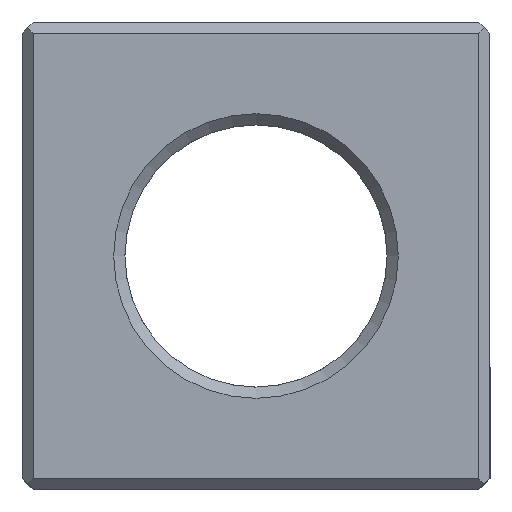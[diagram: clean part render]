
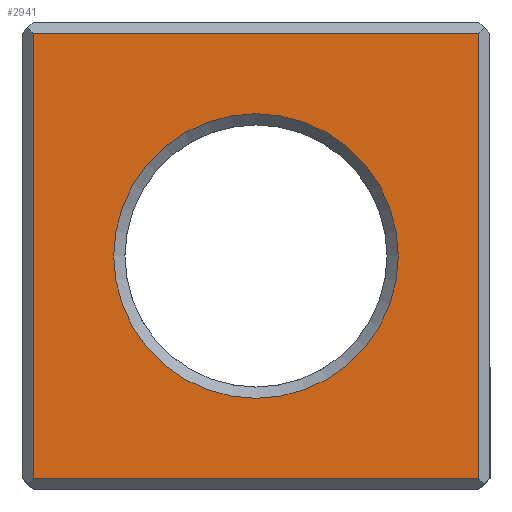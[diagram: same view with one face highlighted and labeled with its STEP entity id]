
A CAD part, left-side view. The second image highlights one B-rep face of the part: STEP entity #2941.
In plain terms, the highlighted planar face has unit normal (-1, 0, 0).
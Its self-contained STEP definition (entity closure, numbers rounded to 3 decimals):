
#72 = PLANE('',#73);
#73 = AXIS2_PLACEMENT_3D('',#74,#75,#76);
#74 = CARTESIAN_POINT('',(0.,0.,0.3));
#75 = DIRECTION('',(-0.707,0.,-0.707)
  );
#76 = DIRECTION('',(0.707,0.,-0.707));
#607 = PLANE('',#608);
#608 = AXIS2_PLACEMENT_3D('',#609,#610,#611);
#609 = CARTESIAN_POINT('',(0.3,12.5,0.));
#610 = DIRECTION('',(0.707,-0.707,0.));
#611 = DIRECTION('',(-0.707,-0.707,0.));
#838 = PLANE('',#839);
#839 = AXIS2_PLACEMENT_3D('',#840,#841,#842);
#840 = CARTESIAN_POINT('',(0.3,0.,0.));
#841 = DIRECTION('',(-0.707,-0.707,0.));
#842 = DIRECTION('',(-0.707,0.707,0.));
#906 = VERTEX_POINT('',#907);
#907 = CARTESIAN_POINT('',(0.,0.3,0.3));
#928 = EDGE_CURVE('',#906,#929,#931,.T.);
#929 = VERTEX_POINT('',#930);
#930 = CARTESIAN_POINT('',(0.,12.2,0.3));
#931 = SURFACE_CURVE('',#932,(#936,#943),.PCURVE_S1.);
#932 = LINE('',#933,#934);
#933 = CARTESIAN_POINT('',(0.,0.,0.3));
#934 = VECTOR('',#935,1.);
#935 = DIRECTION('',(0.,1.,0.));
#936 = PCURVE('',#72,#937);
#937 = DEFINITIONAL_REPRESENTATION('',(#938),#942);
#938 = LINE('',#939,#940);
#939 = CARTESIAN_POINT('',(0.,0.));
#940 = VECTOR('',#941,1.);
#941 = DIRECTION('',(0.,-1.));
#942 = ( GEOMETRIC_REPRESENTATION_CONTEXT(2) 
PARAMETRIC_REPRESENTATION_CONTEXT() REPRESENTATION_CONTEXT('2D SPACE',''
  ) );
#943 = PCURVE('',#944,#949);
#944 = PLANE('',#945);
#945 = AXIS2_PLACEMENT_3D('',#946,#947,#948);
#946 = CARTESIAN_POINT('',(0.,12.5,0.));
#947 = DIRECTION('',(1.,0.,0.));
#948 = DIRECTION('',(0.,-1.,0.));
#949 = DEFINITIONAL_REPRESENTATION('',(#950),#954);
#950 = LINE('',#951,#952);
#951 = CARTESIAN_POINT('',(12.5,-0.3));
#952 = VECTOR('',#953,1.);
#953 = DIRECTION('',(-1.,0.));
#954 = ( GEOMETRIC_REPRESENTATION_CONTEXT(2) 
PARAMETRIC_REPRESENTATION_CONTEXT() REPRESENTATION_CONTEXT('2D SPACE',''
  ) );
#2193 = VERTEX_POINT('',#2194);
#2194 = CARTESIAN_POINT('',(0.,12.2,12.2));
#2208 = PLANE('',#2209);
#2209 = AXIS2_PLACEMENT_3D('',#2210,#2211,#2212);
#2210 = CARTESIAN_POINT('',(0.3,0.,12.5));
#2211 = DIRECTION('',(-0.707,0.,0.707
    ));
#2212 = DIRECTION('',(-0.707,0.,-0.707
    ));
#2220 = EDGE_CURVE('',#929,#2193,#2221,.T.);
#2221 = SURFACE_CURVE('',#2222,(#2226,#2233),.PCURVE_S1.);
#2222 = LINE('',#2223,#2224);
#2223 = CARTESIAN_POINT('',(0.,12.2,0.));
#2224 = VECTOR('',#2225,1.);
#2225 = DIRECTION('',(0.,0.,1.));
#2226 = PCURVE('',#607,#2227);
#2227 = DEFINITIONAL_REPRESENTATION('',(#2228),#2232);
#2228 = LINE('',#2229,#2230);
#2229 = CARTESIAN_POINT('',(0.424,0.));
#2230 = VECTOR('',#2231,1.);
#2231 = DIRECTION('',(0.,-1.));
#2232 = ( GEOMETRIC_REPRESENTATION_CONTEXT(2) 
PARAMETRIC_REPRESENTATION_CONTEXT() REPRESENTATION_CONTEXT('2D SPACE',''
  ) );
#2233 = PCURVE('',#944,#2234);
#2234 = DEFINITIONAL_REPRESENTATION('',(#2235),#2239);
#2235 = LINE('',#2236,#2237);
#2236 = CARTESIAN_POINT('',(0.3,0.));
#2237 = VECTOR('',#2238,1.);
#2238 = DIRECTION('',(0.,-1.));
#2239 = ( GEOMETRIC_REPRESENTATION_CONTEXT(2) 
PARAMETRIC_REPRESENTATION_CONTEXT() REPRESENTATION_CONTEXT('2D SPACE',''
  ) );
#2898 = VERTEX_POINT('',#2899);
#2899 = CARTESIAN_POINT('',(0.,0.3,12.2));
#2920 = EDGE_CURVE('',#906,#2898,#2921,.T.);
#2921 = SURFACE_CURVE('',#2922,(#2926,#2933),.PCURVE_S1.);
#2922 = LINE('',#2923,#2924);
#2923 = CARTESIAN_POINT('',(0.,0.3,0.));
#2924 = VECTOR('',#2925,1.);
#2925 = DIRECTION('',(0.,0.,1.));
#2926 = PCURVE('',#838,#2927);
#2927 = DEFINITIONAL_REPRESENTATION('',(#2928),#2932);
#2928 = LINE('',#2929,#2930);
#2929 = CARTESIAN_POINT('',(0.424,0.));
#2930 = VECTOR('',#2931,1.);
#2931 = DIRECTION('',(0.,-1.));
#2932 = ( GEOMETRIC_REPRESENTATION_CONTEXT(2) 
PARAMETRIC_REPRESENTATION_CONTEXT() REPRESENTATION_CONTEXT('2D SPACE',''
  ) );
#2933 = PCURVE('',#944,#2934);
#2934 = DEFINITIONAL_REPRESENTATION('',(#2935),#2939);
#2935 = LINE('',#2936,#2937);
#2936 = CARTESIAN_POINT('',(12.2,0.));
#2937 = VECTOR('',#2938,1.);
#2938 = DIRECTION('',(0.,-1.));
#2939 = ( GEOMETRIC_REPRESENTATION_CONTEXT(2) 
PARAMETRIC_REPRESENTATION_CONTEXT() REPRESENTATION_CONTEXT('2D SPACE',''
  ) );
#2941 = ADVANCED_FACE('',(#2942,#2968),#944,.F.);
#2942 = FACE_BOUND('',#2943,.F.);
#2943 = EDGE_LOOP('',(#2944,#2945,#2946,#2947));
#2944 = ORIENTED_EDGE('',*,*,#2920,.F.);
#2945 = ORIENTED_EDGE('',*,*,#928,.T.);
#2946 = ORIENTED_EDGE('',*,*,#2220,.T.);
#2947 = ORIENTED_EDGE('',*,*,#2948,.F.);
#2948 = EDGE_CURVE('',#2898,#2193,#2949,.T.);
#2949 = SURFACE_CURVE('',#2950,(#2954,#2961),.PCURVE_S1.);
#2950 = LINE('',#2951,#2952);
#2951 = CARTESIAN_POINT('',(0.,0.,12.2));
#2952 = VECTOR('',#2953,1.);
#2953 = DIRECTION('',(0.,1.,0.));
#2954 = PCURVE('',#944,#2955);
#2955 = DEFINITIONAL_REPRESENTATION('',(#2956),#2960);
#2956 = LINE('',#2957,#2958);
#2957 = CARTESIAN_POINT('',(12.5,-12.2));
#2958 = VECTOR('',#2959,1.);
#2959 = DIRECTION('',(-1.,0.));
#2960 = ( GEOMETRIC_REPRESENTATION_CONTEXT(2) 
PARAMETRIC_REPRESENTATION_CONTEXT() REPRESENTATION_CONTEXT('2D SPACE',''
  ) );
#2961 = PCURVE('',#2208,#2962);
#2962 = DEFINITIONAL_REPRESENTATION('',(#2963),#2967);
#2963 = LINE('',#2964,#2965);
#2964 = CARTESIAN_POINT('',(0.424,0.));
#2965 = VECTOR('',#2966,1.);
#2966 = DIRECTION('',(0.,-1.));
#2967 = ( GEOMETRIC_REPRESENTATION_CONTEXT(2) 
PARAMETRIC_REPRESENTATION_CONTEXT() REPRESENTATION_CONTEXT('2D SPACE',''
  ) );
#2968 = FACE_BOUND('',#2969,.F.);
#2969 = EDGE_LOOP('',(#2970));
#2970 = ORIENTED_EDGE('',*,*,#2971,.T.);
#2971 = EDGE_CURVE('',#2972,#2972,#2974,.T.);
#2972 = VERTEX_POINT('',#2973);
#2973 = CARTESIAN_POINT('',(0.,2.45,6.25));
#2974 = SURFACE_CURVE('',#2975,(#2980,#2991),.PCURVE_S1.);
#2975 = CIRCLE('',#2976,3.8);
#2976 = AXIS2_PLACEMENT_3D('',#2977,#2978,#2979);
#2977 = CARTESIAN_POINT('',(0.,6.25,6.25));
#2978 = DIRECTION('',(-1.,0.,0.));
#2979 = DIRECTION('',(0.,-1.,0.));
#2980 = PCURVE('',#944,#2981);
#2981 = DEFINITIONAL_REPRESENTATION('',(#2982),#2990);
#2982 = ( BOUNDED_CURVE() B_SPLINE_CURVE(2,(#2983,#2984,#2985,#2986,
#2987,#2988,#2989),.UNSPECIFIED.,.T.,.F.) B_SPLINE_CURVE_WITH_KNOTS((1,2
    ,2,2,2,1),(-2.094,0.,2.094,4.189,
6.283,8.378),.UNSPECIFIED.) CURVE() 
GEOMETRIC_REPRESENTATION_ITEM() RATIONAL_B_SPLINE_CURVE((1.,0.5,1.,0.5,
1.,0.5,1.)) REPRESENTATION_ITEM('') );
#2983 = CARTESIAN_POINT('',(10.05,-6.25));
#2984 = CARTESIAN_POINT('',(10.05,-12.832));
#2985 = CARTESIAN_POINT('',(4.35,-9.541));
#2986 = CARTESIAN_POINT('',(-1.35,-6.25));
#2987 = CARTESIAN_POINT('',(4.35,-2.959));
#2988 = CARTESIAN_POINT('',(10.05,0.332));
#2989 = CARTESIAN_POINT('',(10.05,-6.25));
#2990 = ( GEOMETRIC_REPRESENTATION_CONTEXT(2) 
PARAMETRIC_REPRESENTATION_CONTEXT() REPRESENTATION_CONTEXT('2D SPACE',''
  ) );
#2991 = PCURVE('',#2992,#2997);
#2992 = CONICAL_SURFACE('',#2993,3.5,0.785);
#2993 = AXIS2_PLACEMENT_3D('',#2994,#2995,#2996);
#2994 = CARTESIAN_POINT('',(0.3,6.25,6.25));
#2995 = DIRECTION('',(-1.,-0.,-0.));
#2996 = DIRECTION('',(0.,-1.,0.));
#2997 = DEFINITIONAL_REPRESENTATION('',(#2998),#3002);
#2998 = LINE('',#2999,#3000);
#2999 = CARTESIAN_POINT('',(0.,0.3));
#3000 = VECTOR('',#3001,1.);
#3001 = DIRECTION('',(1.,0.));
#3002 = ( GEOMETRIC_REPRESENTATION_CONTEXT(2) 
PARAMETRIC_REPRESENTATION_CONTEXT() REPRESENTATION_CONTEXT('2D SPACE',''
  ) );
